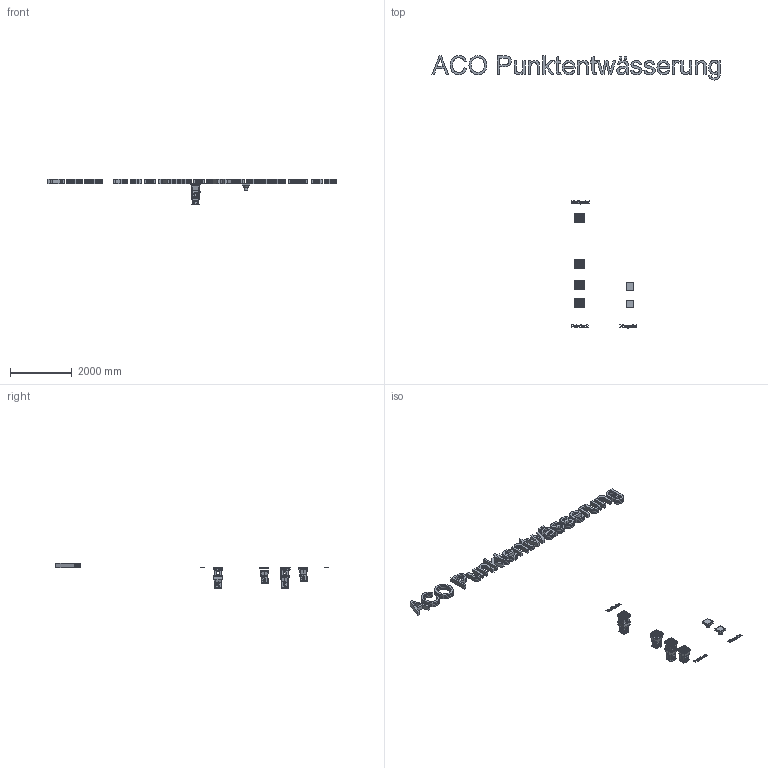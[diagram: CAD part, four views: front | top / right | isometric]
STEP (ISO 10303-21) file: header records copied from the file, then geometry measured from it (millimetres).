
FILE_DESCRIPTION(/* description */ (''),/* implementation_level */ '2;1');
FILE_NAME(/* name */ 'ACOPointlock.step',/* time_stamp */ '2024-03-12T15:23:59+01:00',/* author */ ('ndmes'),/* organization */ (''),/* preprocessor_version */ 'ST-DEVELOPER v18.1',/* originating_system */ 'Autodesk Inventor 2022',/* authorisation */ '');
FILE_SCHEMA (('CONFIG_CONTROL_DESIGN'));
Products named in the file (300): ACOPointlock; ACOPointlock_1; ACOPointlock_1_1; ACOPointlock_2; ACOPointlock_3; ACOPointlock_4; ACOPointlock_5; ACOPointlock_6; ACOPointlock_7; ACOPointlock_8; ACOPointlock_9; ACOPointlock_10; ACOPointlock_11; ACOPointlock_12; ACOPointlock_13; ACOPointlock_14; ACOPointlock_15; ACOPointlock_16; ACOPointlock_17; ACOPointlock_18; ACOPointlock_19; ACOPointlock_20; ACOPointlock_21; ACOPointlock_22; ACOPointlock_23; ACOPointlock_24; ACOPointlock_25; ACOPointlock_26; ACOPointlock_27; ACOPointlock_28; ACOPointlock_29; ACOPointlock_30; ACOPointlock_31; ACOPointlock_32; ACOPointlock_33; ACOPointlock_34; ACOPointlock_35; ACOPointlock_36; ACOPointlock_37; ACOPointlock_38 ...
Assembly tree (299 placements, depth 2):
  ACOPointlock
    ACOPointlock_1
    ACOPointlock_1_1
    ACOPointlock_2
    ACOPointlock_3
    ACOPointlock_4
    ACOPointlock_5
    ACOPointlock_6
    ACOPointlock_7
    ACOPointlock_8
    ACOPointlock_9
    ACOPointlock_10
    ACOPointlock_11
    ACOPointlock_12
    ACOPointlock_13
    ACOPointlock_14
    ACOPointlock_15
    ACOPointlock_16
    ACOPointlock_17
    ACOPointlock_18
    ACOPointlock_19
    ACOPointlock_20
    ACOPointlock_21
    ACOPointlock_22
    ACOPointlock_23
    ACOPointlock_24
    ACOPointlock_25
    ACOPointlock_26
    ACOPointlock_27
    ACOPointlock_28
    ACOPointlock_29
    ACOPointlock_30
    ACOPointlock_31
    ACOPointlock_32
    ACOPointlock_33
    ACOPointlock_34
    ACOPointlock_35
    ACOPointlock_36
    ACOPointlock_37
    ACOPointlock_38
    ACOPointlock_39
    ACOPointlock_40
    ACOPointlock_41
    ACOPointlock_42
    ACOPointlock_43
    ACOPointlock_44
    ACOPointlock_45
    ACOPointlock_46
    ACOPointlock_47
    ACOPointlock_48
    ACOPointlock_49
    ACOPointlock_50
    ACOPointlock_51
    ACOPointlock_52
    ACOPointlock_53
    ACOPointlock_54
    ACOPointlock_55
    ACOPointlock_56
    ACOPointlock_57
    ACOPointlock_58
Bounding box: 9318.45 x 8820.21 x 838 mm (x, y, z)
Volume: 335040354.9 mm3; surface area: 19091609.1 mm2
Topology: 351 solids, 351 shells, 5649 faces, 14741 edges, 9800 vertices
Faces by surface type: plane 4103, cylinder 564, cone 540, bspline 442
Full cylindrical faces by diameter (mm): 100 x6, 110 x10
Entity records: 196536 total; most frequent: CARTESIAN_POINT 40321, ORIENTED_EDGE 29482, DIRECTION 29443, EDGE_CURVE 14741, LINE 11651, VECTOR 11651, VERTEX_POINT 9800, AXIS2_PLACEMENT_3D 8896
